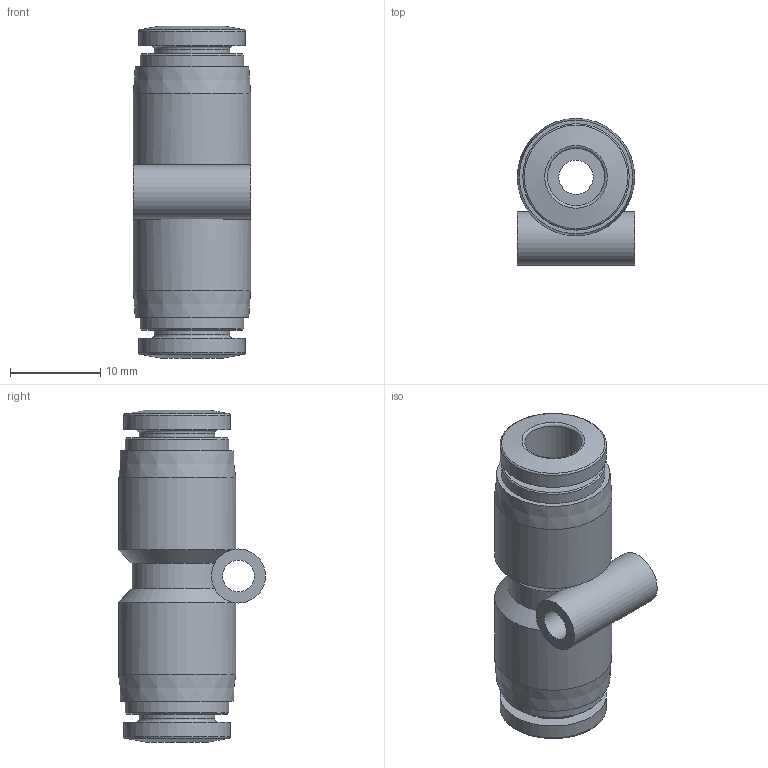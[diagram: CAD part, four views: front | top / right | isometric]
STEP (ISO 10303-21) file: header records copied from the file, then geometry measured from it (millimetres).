
FILE_DESCRIPTION(/* description */ ('STEP AP214'),/* implementation_level */ '2;1');
FILE_NAME(/* name */ '564756_QB-1_4T-U',/* time_stamp */ '2024-09-14T01:24:42+02:00',/* author */ ('License CC BY-ND 4.0'),/* organization */ ('CADENAS'),/* preprocessor_version */ 'ST-DEVELOPER v19.3',/* originating_system */ 'PARTsolutions',/* authorisation */ ' ');
FILE_SCHEMA (('AUTOMOTIVE_DESIGN {1 0 10303 214 3 1 1}'));
Length unit declared in the file: millimetre
Products named in the file (1): 564756 QB-1/4T-U
Bounding box: 13 x 16.3 x 36.8 mm (x, y, z)
Volume: 3381.9 mm3; surface area: 2874 mm2
Topology: 1 solids, 1 shells, 38 faces, 73 edges, 44 vertices
Faces by surface type: cylinder 14, plane 10, cone 8, torus 6
Full cylindrical faces by diameter (mm): 3.5 x1, 3.8 x1, 6 x1, 6.35 x2, 8.35 x2, 11.5 x2, 11.8 x2, 13 x2
Entity records: 1143 total; most frequent: CARTESIAN_POINT 167, DIRECTION 154, ORIENTED_EDGE 92, AXIS2_PLACEMENT_3D 77, EDGE_LOOP 74, FACE_BOUND 74, EDGE_CURVE 46, VERTEX_POINT 42
